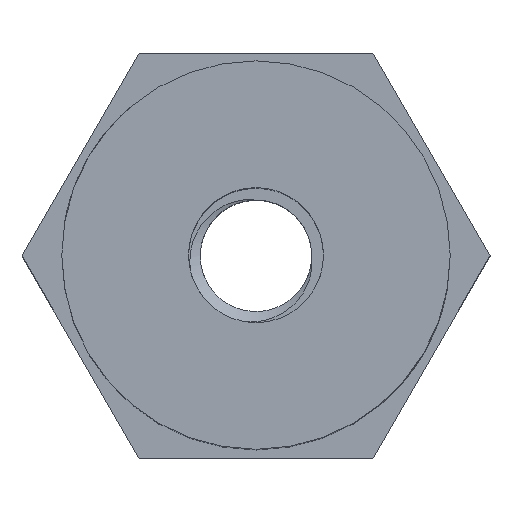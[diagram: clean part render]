
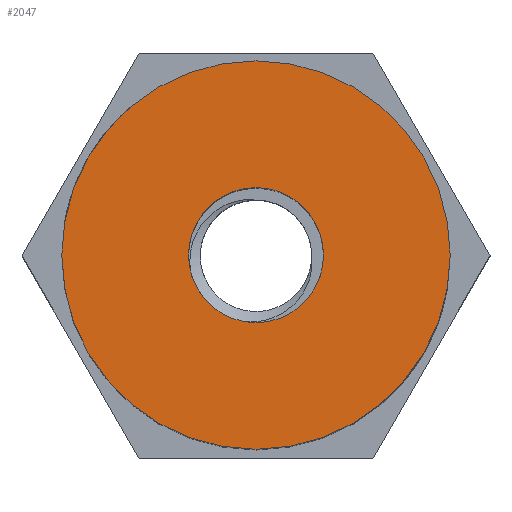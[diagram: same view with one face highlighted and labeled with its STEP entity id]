
A CAD part, top view. The second image highlights one B-rep face of the part: STEP entity #2047.
In plain terms, the highlighted planar face has unit normal (0, 0, 1).
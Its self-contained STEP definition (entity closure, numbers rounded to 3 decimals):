
#206 = CIRCLE ( 'NONE', #17468, 5.75 ) ;
#1162 = FACE_OUTER_BOUND ( 'NONE', #9486, .T. ) ;
#1245 = FACE_BOUND ( 'NONE', #9559, .T. ) ;
#2047 = ADVANCED_FACE ( 'NONE', ( #1245, #1162 ), #16397, .T. ) ;
#3453 = DIRECTION ( 'NONE',  ( 0., 0., 1. ) ) ;
#3633 = DIRECTION ( 'NONE',  ( 0., 0., 1. ) ) ;
#4155 = DIRECTION ( 'NONE',  ( 0., 0., 1. ) ) ;
#4745 = EDGE_CURVE ( 'NONE', #7763, #11303, #206, .T. ) ;
#4980 = CIRCLE ( 'NONE', #11296, 2. ) ;
#6921 = CARTESIAN_POINT ( 'NONE',  ( 0., 0., 18. ) ) ;
#7122 = CARTESIAN_POINT ( 'NONE',  ( 0., 0., 18. ) ) ;
#7130 = AXIS2_PLACEMENT_3D ( 'NONE', #12274, #3633, #13722 ) ;
#7150 = AXIS2_PLACEMENT_3D ( 'NONE', #14972, #3453, #17850 ) ;
#7464 = CIRCLE ( 'NONE', #10688, 5.75 ) ;
#7763 = VERTEX_POINT ( 'NONE', #9271 ) ;
#8007 = EDGE_CURVE ( 'NONE', #13081, #15981, #15070, .T. ) ;
#8364 = DIRECTION ( 'NONE',  ( 1., 0., 0. ) ) ;
#8567 = DIRECTION ( 'NONE',  ( 1., 0., 0. ) ) ;
#9271 = CARTESIAN_POINT ( 'NONE',  ( 5.75, 0., 18. ) ) ;
#9486 = EDGE_LOOP ( 'NONE', ( #12786, #12766 ) ) ;
#9559 = EDGE_LOOP ( 'NONE', ( #12821, #12807 ) ) ;
#10016 = CARTESIAN_POINT ( 'NONE',  ( -2., 0., 18. ) ) ;
#10688 = AXIS2_PLACEMENT_3D ( 'NONE', #12797, #4155, #14248 ) ;
#11296 = AXIS2_PLACEMENT_3D ( 'NONE', #7122, #17148, #8567 ) ;
#11303 = VERTEX_POINT ( 'NONE', #16092 ) ;
#11835 = CARTESIAN_POINT ( 'NONE',  ( 2., 0., 18. ) ) ;
#12274 = CARTESIAN_POINT ( 'NONE',  ( 0., 0., 18. ) ) ;
#12766 = ORIENTED_EDGE ( 'NONE', *, *, #4745, .T. ) ;
#12786 = ORIENTED_EDGE ( 'NONE', *, *, #15003, .T. ) ;
#12797 = CARTESIAN_POINT ( 'NONE',  ( 0., 0., 18. ) ) ;
#12807 = ORIENTED_EDGE ( 'NONE', *, *, #8007, .F. ) ;
#12821 = ORIENTED_EDGE ( 'NONE', *, *, #16836, .F. ) ;
#13081 = VERTEX_POINT ( 'NONE', #10016 ) ;
#13722 = DIRECTION ( 'NONE',  ( 1., 0., 0. ) ) ;
#14248 = DIRECTION ( 'NONE',  ( 1., 0., 0. ) ) ;
#14972 = CARTESIAN_POINT ( 'NONE',  ( 0., 0., 18. ) ) ;
#15003 = EDGE_CURVE ( 'NONE', #11303, #7763, #7464, .T. ) ;
#15070 = CIRCLE ( 'NONE', #7130, 2. ) ;
#15981 = VERTEX_POINT ( 'NONE', #11835 ) ;
#16092 = CARTESIAN_POINT ( 'NONE',  ( -5.75, 0., 18. ) ) ;
#16397 = PLANE ( 'NONE',  #7150 ) ;
#16836 = EDGE_CURVE ( 'NONE', #15981, #13081, #4980, .T. ) ;
#16944 = DIRECTION ( 'NONE',  ( 0., 0., 1. ) ) ;
#17148 = DIRECTION ( 'NONE',  ( 0., 0., 1. ) ) ;
#17468 = AXIS2_PLACEMENT_3D ( 'NONE', #6921, #16944, #8364 ) ;
#17850 = DIRECTION ( 'NONE',  ( 1., 0., 0. ) ) ;
